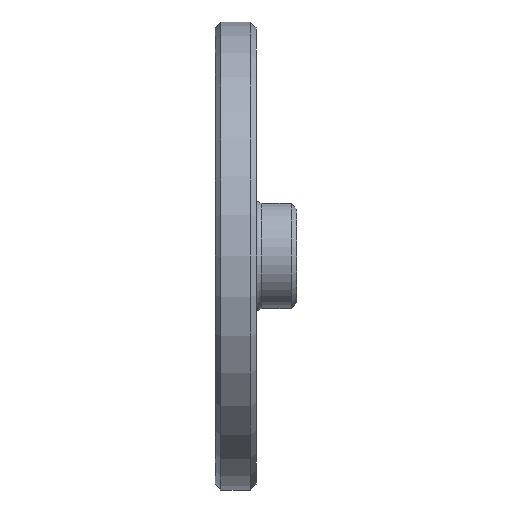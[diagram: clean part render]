
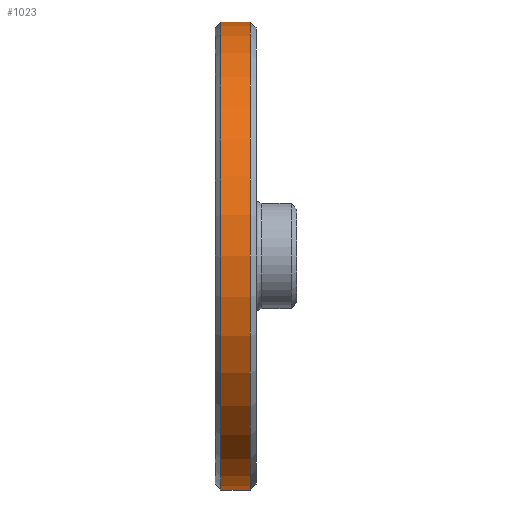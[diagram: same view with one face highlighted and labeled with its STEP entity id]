
A CAD part, left-side view. The second image highlights one B-rep face of the part: STEP entity #1023.
In plain terms, the highlighted cylindrical face has radius 20 mm (diameter 40 mm), a partial arc.
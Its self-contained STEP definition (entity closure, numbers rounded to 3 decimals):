
#3 = ORIENTED_EDGE ( 'NONE', *, *, #1941, .T. ) ;
#29 = CARTESIAN_POINT ( 'NONE',  ( 0., 3.5, 0. ) ) ;
#70 = FACE_OUTER_BOUND ( 'NONE', #2263, .T. ) ;
#78 = AXIS2_PLACEMENT_3D ( 'NONE', #29, #849, #807 ) ;
#86 = DIRECTION ( 'NONE',  ( 0., 0., 1. ) ) ;
#163 = VECTOR ( 'NONE', #1641, 1000. ) ;
#249 = CIRCLE ( 'NONE', #662, 20. ) ;
#384 = ORIENTED_EDGE ( 'NONE', *, *, #638, .T. ) ;
#533 = LINE ( 'NONE', #918, #163 ) ;
#638 = EDGE_CURVE ( 'NONE', #953, #2142, #2355, .T. ) ;
#662 = AXIS2_PLACEMENT_3D ( 'NONE', #1582, #1411, #1245 ) ;
#691 = DIRECTION ( 'NONE',  ( 0., -1., 0. ) ) ;
#699 = CIRCLE ( 'NONE', #901, 20. ) ;
#807 = DIRECTION ( 'NONE',  ( 0., 0., -1. ) ) ;
#849 = DIRECTION ( 'NONE',  ( 0., -1., 0. ) ) ;
#901 = AXIS2_PLACEMENT_3D ( 'NONE', #1997, #1809, #86 ) ;
#918 = CARTESIAN_POINT ( 'NONE',  ( 0., 3.5, 20. ) ) ;
#953 = VERTEX_POINT ( 'NONE', #2180 ) ;
#956 = CARTESIAN_POINT ( 'NONE',  ( 0., 0.5, -20. ) ) ;
#1002 = CYLINDRICAL_SURFACE ( 'NONE', #78, 20. ) ;
#1023 = ADVANCED_FACE ( 'NONE', ( #70 ), #1002, .T. ) ;
#1130 = ORIENTED_EDGE ( 'NONE', *, *, #1438, .T. ) ;
#1245 = DIRECTION ( 'NONE',  ( 0., 0., 1. ) ) ;
#1406 = CARTESIAN_POINT ( 'NONE',  ( 0., 3.5, -20. ) ) ;
#1411 = DIRECTION ( 'NONE',  ( 0., -1., 0. ) ) ;
#1433 = VECTOR ( 'NONE', #691, 1000. ) ;
#1438 = EDGE_CURVE ( 'NONE', #2438, #953, #249, .T. ) ;
#1582 = CARTESIAN_POINT ( 'NONE',  ( 0., 3., 0. ) ) ;
#1600 = VERTEX_POINT ( 'NONE', #2060 ) ;
#1641 = DIRECTION ( 'NONE',  ( 0., -1., 0. ) ) ;
#1809 = DIRECTION ( 'NONE',  ( 0., 1., 0. ) ) ;
#1941 = EDGE_CURVE ( 'NONE', #2142, #1600, #699, .T. ) ;
#1997 = CARTESIAN_POINT ( 'NONE',  ( 0., 0.5, 0. ) ) ;
#2019 = EDGE_CURVE ( 'NONE', #2438, #1600, #533, .T. ) ;
#2028 = ORIENTED_EDGE ( 'NONE', *, *, #2019, .F. ) ;
#2060 = CARTESIAN_POINT ( 'NONE',  ( 0., 0.5, 20. ) ) ;
#2142 = VERTEX_POINT ( 'NONE', #956 ) ;
#2180 = CARTESIAN_POINT ( 'NONE',  ( 0., 3., -20. ) ) ;
#2263 = EDGE_LOOP ( 'NONE', ( #2028, #1130, #384, #3 ) ) ;
#2355 = LINE ( 'NONE', #1406, #1433 ) ;
#2411 = CARTESIAN_POINT ( 'NONE',  ( 0., 3., 20. ) ) ;
#2438 = VERTEX_POINT ( 'NONE', #2411 ) ;
